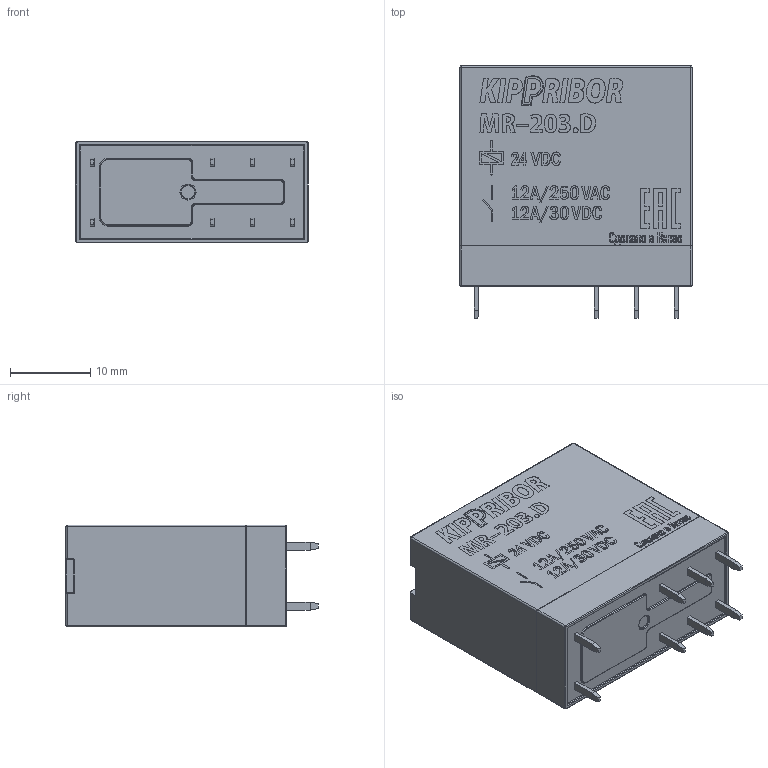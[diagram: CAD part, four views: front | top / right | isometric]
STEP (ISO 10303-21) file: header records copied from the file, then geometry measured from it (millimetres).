
FILE_DESCRIPTION(/* description */ (''),/* implementation_level */ '2;1');
FILE_NAME(/* name */ 'MR-203.D.stp',/* time_stamp */ '2025-07-31T19:50:14+07:00',/* author */ ('Admin'),/* organization */ (''),/* preprocessor_version */ 'ST-DEVELOPER v18.1',/* originating_system */ 'Autodesk Inventor 2021',/* authorisation */ '');
FILE_SCHEMA (('AUTOMOTIVE_DESIGN { 1 0 10303 214 3 1 1 }'));
Length unit declared in the file: millimetre
Products named in the file (1): MR-203.D
Bounding box: 29 x 31.5 x 12.71 mm (x, y, z)
Volume: 10096.3 mm3; surface area: 3145.1 mm2
Topology: 1 solids, 1 shells, 1047 faces, 2732 edges, 1791 vertices
Faces by surface type: plane 606, bspline 357, cylinder 54, torus 24, sphere 6
Entity records: 36192 total; most frequent: CARTESIAN_POINT 11487, ORIENTED_EDGE 5464, DIRECTION 3875, EDGE_CURVE 2732, LINE 1887, VECTOR 1887, VERTEX_POINT 1791, EDGE_LOOP 1151
